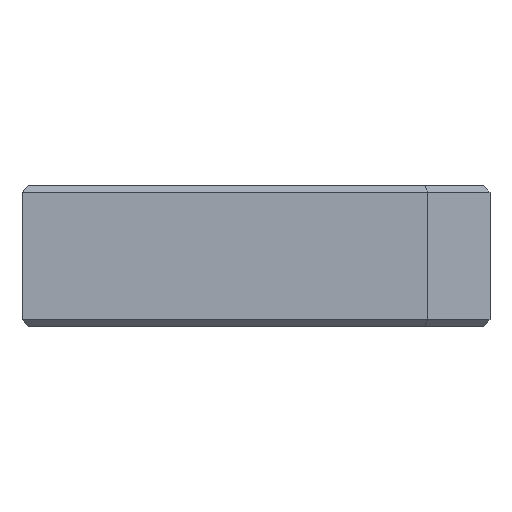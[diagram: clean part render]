
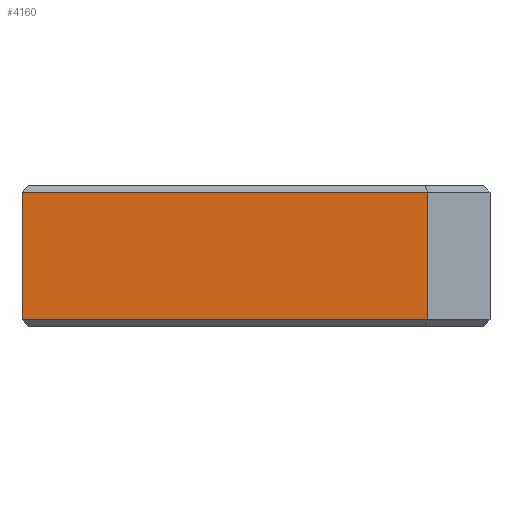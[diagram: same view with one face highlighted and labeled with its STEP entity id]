
A CAD part, left-side view. The second image highlights one B-rep face of the part: STEP entity #4160.
In plain terms, the highlighted planar face has unit normal (-1, 0, 0).
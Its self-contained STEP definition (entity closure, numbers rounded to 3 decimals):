
#306 = CARTESIAN_POINT ( 'NONE',  ( 244.565, -150.872, 66.2 ) ) ;
#392 = LINE ( 'NONE', #847, #661 ) ;
#445 = CARTESIAN_POINT ( 'NONE',  ( 244.565, -121.071, 57.6 ) ) ;
#547 = ORIENTED_EDGE ( 'NONE', *, *, #1785, .T. ) ;
#661 = VECTOR ( 'NONE', #3675, 1000. ) ;
#684 = CARTESIAN_POINT ( 'NONE',  ( 244.565, -121.071, 65.8 ) ) ;
#804 = CARTESIAN_POINT ( 'NONE',  ( 244.565, -147.071, 66.2 ) ) ;
#847 = CARTESIAN_POINT ( 'NONE',  ( 244.565, -150.872, 65.8 ) ) ;
#948 = EDGE_CURVE ( 'NONE', #1169, #2540, #1764, .T. ) ;
#1006 = LINE ( 'NONE', #2849, #4558 ) ;
#1067 = AXIS2_PLACEMENT_3D ( 'NONE', #306, #2465, #1359 ) ;
#1168 = LINE ( 'NONE', #804, #2148 ) ;
#1169 = VERTEX_POINT ( 'NONE', #445 ) ;
#1176 = ORIENTED_EDGE ( 'NONE', *, *, #948, .T. ) ;
#1254 = EDGE_LOOP ( 'NONE', ( #547, #1176, #3053, #2812 ) ) ;
#1359 = DIRECTION ( 'NONE',  ( 0., 0., 1. ) ) ;
#1559 = EDGE_CURVE ( 'NONE', #1915, #2507, #392, .T. ) ;
#1764 = LINE ( 'NONE', #2512, #1878 ) ;
#1785 = EDGE_CURVE ( 'NONE', #2507, #1169, #1006, .T. ) ;
#1878 = VECTOR ( 'NONE', #2537, 1000. ) ;
#1915 = VERTEX_POINT ( 'NONE', #4289 ) ;
#2128 = PLANE ( 'NONE',  #1067 ) ;
#2148 = VECTOR ( 'NONE', #2274, 1000. ) ;
#2274 = DIRECTION ( 'NONE',  ( 0., 0., 1. ) ) ;
#2465 = DIRECTION ( 'NONE',  ( -1., 0., 0. ) ) ;
#2507 = VERTEX_POINT ( 'NONE', #684 ) ;
#2512 = CARTESIAN_POINT ( 'NONE',  ( 244.565, -147.071, 57.6 ) ) ;
#2537 = DIRECTION ( 'NONE',  ( 0., -1., 0. ) ) ;
#2540 = VERTEX_POINT ( 'NONE', #3966 ) ;
#2812 = ORIENTED_EDGE ( 'NONE', *, *, #1559, .T. ) ;
#2849 = CARTESIAN_POINT ( 'NONE',  ( 244.565, -121.071, 66.2 ) ) ;
#3053 = ORIENTED_EDGE ( 'NONE', *, *, #4336, .T. ) ;
#3590 = FACE_OUTER_BOUND ( 'NONE', #1254, .T. ) ;
#3620 = DIRECTION ( 'NONE',  ( 0., 0., -1. ) ) ;
#3675 = DIRECTION ( 'NONE',  ( 0., 1., 0. ) ) ;
#3966 = CARTESIAN_POINT ( 'NONE',  ( 244.565, -147.071, 57.6 ) ) ;
#4160 = ADVANCED_FACE ( 'NONE', ( #3590 ), #2128, .T. ) ;
#4289 = CARTESIAN_POINT ( 'NONE',  ( 244.565, -147.071, 65.8 ) ) ;
#4336 = EDGE_CURVE ( 'NONE', #2540, #1915, #1168, .T. ) ;
#4558 = VECTOR ( 'NONE', #3620, 1000. ) ;
